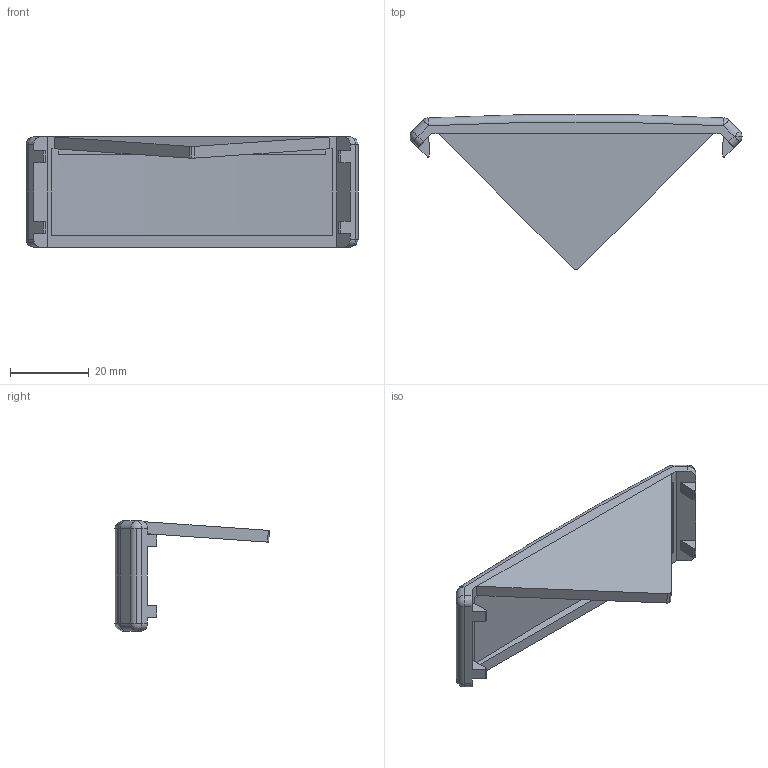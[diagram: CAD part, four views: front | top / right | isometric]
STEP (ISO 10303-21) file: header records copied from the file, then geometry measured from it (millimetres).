
FILE_DESCRIPTION (( 'STEP AP214' ), '1' );
FILE_NAME ('093wa302.STEP', '2014-08-20T12:11:10', ( '' ), ( '' ), 'SwSTEP 2.0', 'SolidWorks 2014', '' );
FILE_SCHEMA (( 'AUTOMOTIVE_DESIGN' ));
Length unit declared in the file: millimetre
Products named in the file (1): 093wa302
Bounding box: 84.43 x 39.39 x 28 mm (x, y, z)
Volume: 11828.5 mm3; surface area: 8794.4 mm2
Topology: 1 solids, 1 shells, 72 faces, 180 edges, 110 vertices
Faces by surface type: plane 38, cylinder 22, sphere 10, torus 2
Entity records: 2154 total; most frequent: DIRECTION 382, CARTESIAN_POINT 363, ORIENTED_EDGE 360, EDGE_CURVE 180, AXIS2_PLACEMENT_3D 129, LINE 124, VECTOR 124, VERTEX_POINT 110
